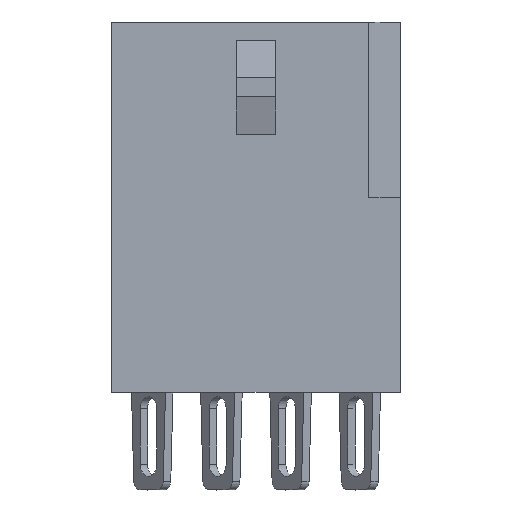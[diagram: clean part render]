
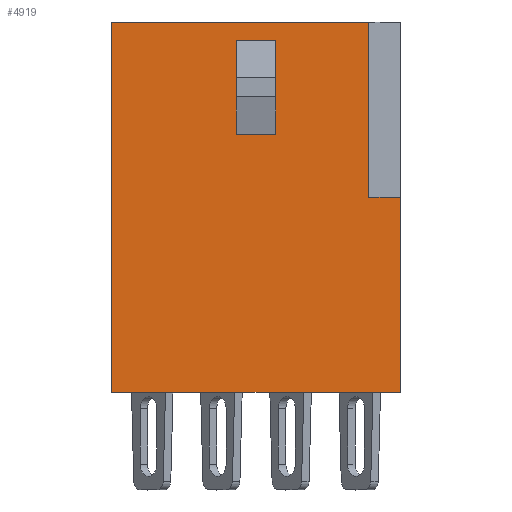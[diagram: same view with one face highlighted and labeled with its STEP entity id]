
A CAD part, top view. The second image highlights one B-rep face of the part: STEP entity #4919.
In plain terms, the highlighted planar face has unit normal (0, 0, 1).
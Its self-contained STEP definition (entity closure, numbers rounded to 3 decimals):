
#4 = EDGE_CURVE ( 'NONE', #9, #3917, #5715, .T. ) ;
#9 = VERTEX_POINT ( 'NONE', #6419 ) ;
#52 = EDGE_CURVE ( 'NONE', #4104, #4833, #3035, .T. ) ;
#247 = VECTOR ( 'NONE', #5236, 1000. ) ;
#319 = CARTESIAN_POINT ( 'NONE',  ( 14.211, -11.176, 2.54 ) ) ;
#467 = EDGE_CURVE ( 'NONE', #1588, #4616, #4128, .T. ) ;
#509 = VECTOR ( 'NONE', #3264, 1000. ) ;
#586 = CARTESIAN_POINT ( 'NONE',  ( 12.408, 0., 2.54 ) ) ;
#591 = CARTESIAN_POINT ( 'NONE',  ( -2.324, 0., 2.54 ) ) ;
#599 = DIRECTION ( 'NONE',  ( 0., 1., 0. ) ) ;
#647 = EDGE_LOOP ( 'NONE', ( #4319, #7142, #4080, #1607, #2797, #6746 ) ) ;
#807 = DIRECTION ( 'NONE',  ( -1., 0., 0. ) ) ;
#1150 = PLANE ( 'NONE',  #4909 ) ;
#1255 = VERTEX_POINT ( 'NONE', #1450 ) ;
#1388 = LINE ( 'NONE', #3825, #3039 ) ;
#1450 = CARTESIAN_POINT ( 'NONE',  ( 4.801, 8.991, 2.54 ) ) ;
#1562 = CARTESIAN_POINT ( 'NONE',  ( -2.324, 10.033, 2.54 ) ) ;
#1588 = VERTEX_POINT ( 'NONE', #4702 ) ;
#1607 = ORIENTED_EDGE ( 'NONE', *, *, #5311, .F. ) ;
#1674 = CARTESIAN_POINT ( 'NONE',  ( 4.801, 3.608, 2.54 ) ) ;
#1790 = LINE ( 'NONE', #1562, #3597 ) ;
#1835 = CARTESIAN_POINT ( 'NONE',  ( 9.32, 3.608, 2.54 ) ) ;
#1986 = EDGE_CURVE ( 'NONE', #3917, #5818, #1388, .T. ) ;
#2059 = CARTESIAN_POINT ( 'NONE',  ( 12.408, 48.54, 2.54 ) ) ;
#2098 = ORIENTED_EDGE ( 'NONE', *, *, #6097, .F. ) ;
#2569 = LINE ( 'NONE', #6826, #247 ) ;
#2584 = CARTESIAN_POINT ( 'NONE',  ( 14.211, 0., 2.54 ) ) ;
#2587 = DIRECTION ( 'NONE',  ( 0., 1., 0. ) ) ;
#2675 = LINE ( 'NONE', #591, #5351 ) ;
#2683 = VECTOR ( 'NONE', #2587, 1000. ) ;
#2745 = EDGE_LOOP ( 'NONE', ( #4764, #2098, #5670, #7158 ) ) ;
#2797 = ORIENTED_EDGE ( 'NONE', *, *, #4, .T. ) ;
#2843 = VECTOR ( 'NONE', #807, 1000. ) ;
#3035 = LINE ( 'NONE', #2059, #5549 ) ;
#3039 = VECTOR ( 'NONE', #599, 1000. ) ;
#3264 = DIRECTION ( 'NONE',  ( 0., -1., 0. ) ) ;
#3338 = DIRECTION ( 'NONE',  ( 1., 0., 0. ) ) ;
#3597 = VECTOR ( 'NONE', #5958, 1000. ) ;
#3668 = EDGE_CURVE ( 'NONE', #4833, #5818, #2675, .T. ) ;
#3714 = CARTESIAN_POINT ( 'NONE',  ( 7.087, 8.991, 2.54 ) ) ;
#3822 = DIRECTION ( 'NONE',  ( -1., 0., 0. ) ) ;
#3825 = CARTESIAN_POINT ( 'NONE',  ( 14.211, -11.176, 2.54 ) ) ;
#3917 = VERTEX_POINT ( 'NONE', #319 ) ;
#4080 = ORIENTED_EDGE ( 'NONE', *, *, #5466, .F. ) ;
#4104 = VERTEX_POINT ( 'NONE', #6650 ) ;
#4128 = LINE ( 'NONE', #4661, #2683 ) ;
#4203 = FACE_OUTER_BOUND ( 'NONE', #647, .T. ) ;
#4247 = DIRECTION ( 'NONE',  ( 1., 0., 0. ) ) ;
#4277 = DIRECTION ( 'NONE',  ( 0., -1., 0. ) ) ;
#4319 = ORIENTED_EDGE ( 'NONE', *, *, #3668, .F. ) ;
#4431 = EDGE_CURVE ( 'NONE', #4616, #1255, #6429, .T. ) ;
#4616 = VERTEX_POINT ( 'NONE', #3714 ) ;
#4661 = CARTESIAN_POINT ( 'NONE',  ( 7.087, 8.992, 2.54 ) ) ;
#4702 = CARTESIAN_POINT ( 'NONE',  ( 7.087, 3.608, 2.54 ) ) ;
#4764 = ORIENTED_EDGE ( 'NONE', *, *, #5101, .T. ) ;
#4833 = VERTEX_POINT ( 'NONE', #586 ) ;
#4858 = CARTESIAN_POINT ( 'NONE',  ( 4.801, 8.992, 2.54 ) ) ;
#4909 = AXIS2_PLACEMENT_3D ( 'NONE', #6641, #6666, #3338 ) ;
#4919 = ADVANCED_FACE ( 'NONE', ( #5945, #4203 ), #1150, .T. ) ;
#4981 = DIRECTION ( 'NONE',  ( 1., 0., 0. ) ) ;
#5101 = EDGE_CURVE ( 'NONE', #1588, #6332, #5937, .T. ) ;
#5236 = DIRECTION ( 'NONE',  ( 0., 1., 0. ) ) ;
#5304 = CARTESIAN_POINT ( 'NONE',  ( -2.324, -11.176, 2.54 ) ) ;
#5311 = EDGE_CURVE ( 'NONE', #9, #5319, #2569, .T. ) ;
#5319 = VERTEX_POINT ( 'NONE', #5786 ) ;
#5351 = VECTOR ( 'NONE', #4981, 1000. ) ;
#5466 = EDGE_CURVE ( 'NONE', #5319, #4104, #1790, .T. ) ;
#5549 = VECTOR ( 'NONE', #4277, 1000. ) ;
#5670 = ORIENTED_EDGE ( 'NONE', *, *, #4431, .F. ) ;
#5715 = LINE ( 'NONE', #5304, #5970 ) ;
#5786 = CARTESIAN_POINT ( 'NONE',  ( -2.324, 10.033, 2.54 ) ) ;
#5818 = VERTEX_POINT ( 'NONE', #2584 ) ;
#5937 = LINE ( 'NONE', #1835, #2843 ) ;
#5945 = FACE_BOUND ( 'NONE', #2745, .T. ) ;
#5958 = DIRECTION ( 'NONE',  ( 1., 0., 0. ) ) ;
#5970 = VECTOR ( 'NONE', #4247, 1000. ) ;
#5987 = VECTOR ( 'NONE', #3822, 1000. ) ;
#6097 = EDGE_CURVE ( 'NONE', #1255, #6332, #6301, .T. ) ;
#6301 = LINE ( 'NONE', #4858, #509 ) ;
#6332 = VERTEX_POINT ( 'NONE', #1674 ) ;
#6419 = CARTESIAN_POINT ( 'NONE',  ( -2.324, -11.176, 2.54 ) ) ;
#6429 = LINE ( 'NONE', #6640, #5987 ) ;
#6640 = CARTESIAN_POINT ( 'NONE',  ( 9.32, 8.991, 2.54 ) ) ;
#6641 = CARTESIAN_POINT ( 'NONE',  ( -2.324, -11.176, 2.54 ) ) ;
#6650 = CARTESIAN_POINT ( 'NONE',  ( 12.408, 10.033, 2.54 ) ) ;
#6666 = DIRECTION ( 'NONE',  ( 0., 0., 1. ) ) ;
#6746 = ORIENTED_EDGE ( 'NONE', *, *, #1986, .T. ) ;
#6826 = CARTESIAN_POINT ( 'NONE',  ( -2.324, -11.176, 2.54 ) ) ;
#7142 = ORIENTED_EDGE ( 'NONE', *, *, #52, .F. ) ;
#7158 = ORIENTED_EDGE ( 'NONE', *, *, #467, .F. ) ;
